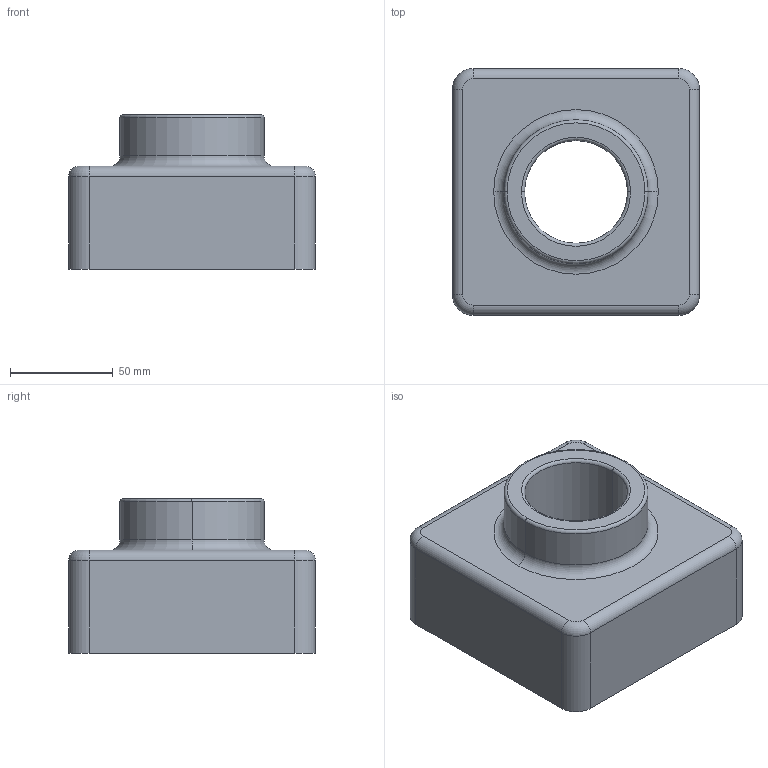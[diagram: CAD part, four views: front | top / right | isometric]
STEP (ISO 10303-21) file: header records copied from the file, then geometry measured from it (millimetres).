
FILE_DESCRIPTION (( 'STEP AP214' ), '1' );
FILE_NAME ('lesson_01.STEP', '2025-12-13T13:25:47', ( '' ), ( '' ), 'SwSTEP 2.0', 'SolidWorks 2025', '' );
FILE_SCHEMA (( 'AUTOMOTIVE_DESIGN' ));
Length unit declared in the file: millimetre
Products named in the file (1): lesson_01
Bounding box: 120 x 120 x 75 mm (x, y, z)
Volume: 100230.2 mm3; surface area: 101409.4 mm2
Topology: 1 solids, 1 shells, 54 faces, 120 edges, 72 vertices
Faces by surface type: cylinder 24, torus 16, plane 14
Entity records: 1531 total; most frequent: DIRECTION 302, CARTESIAN_POINT 247, ORIENTED_EDGE 240, AXIS2_PLACEMENT_3D 127, EDGE_CURVE 120, VERTEX_POINT 72, CIRCLE 72, EDGE_LOOP 60
